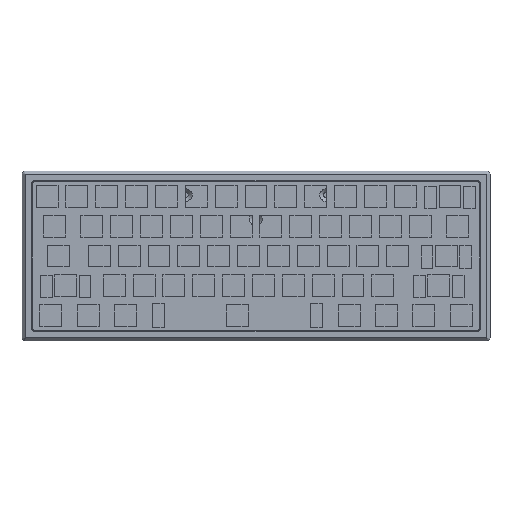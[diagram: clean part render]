
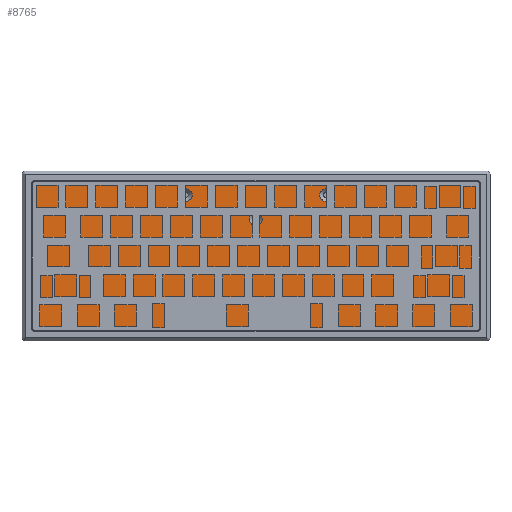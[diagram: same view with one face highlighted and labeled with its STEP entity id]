
A CAD part, top view. The second image highlights one B-rep face of the part: STEP entity #8765.
In plain terms, the highlighted planar face has unit normal (0, 0, 1).
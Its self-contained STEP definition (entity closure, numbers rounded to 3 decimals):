
#211=FACE_BOUND('',#1584,.T.);
#212=FACE_BOUND('',#1585,.T.);
#213=FACE_BOUND('',#1586,.T.);
#558=PLANE('',#9323);
#985=FACE_OUTER_BOUND('',#1583,.T.);
#1583=EDGE_LOOP('',(#8095,#8096,#8097,#8098));
#1584=EDGE_LOOP('',(#8099));
#1585=EDGE_LOOP('',(#8100));
#1586=EDGE_LOOP('',(#8101));
#2653=LINE('',#13866,#3736);
#2654=LINE('',#13868,#3737);
#2655=LINE('',#13870,#3738);
#2656=LINE('',#13871,#3739);
#3736=VECTOR('',#11397,10.);
#3737=VECTOR('',#11398,10.);
#3738=VECTOR('',#11399,10.);
#3739=VECTOR('',#11400,10.);
#3834=CIRCLE('',#9183,4.05);
#3837=CIRCLE('',#9188,4.05);
#3840=CIRCLE('',#9193,4.05);
#4539=VERTEX_POINT('',#13469);
#4542=VERTEX_POINT('',#13479);
#4545=VERTEX_POINT('',#13489);
#4662=VERTEX_POINT('',#13864);
#4663=VERTEX_POINT('',#13865);
#4664=VERTEX_POINT('',#13867);
#4665=VERTEX_POINT('',#13869);
#5652=EDGE_CURVE('',#4539,#4539,#3834,.T.);
#5657=EDGE_CURVE('',#4542,#4542,#3837,.T.);
#5662=EDGE_CURVE('',#4545,#4545,#3840,.T.);
#5831=EDGE_CURVE('',#4662,#4663,#2653,.T.);
#5832=EDGE_CURVE('',#4664,#4662,#2654,.T.);
#5833=EDGE_CURVE('',#4665,#4664,#2655,.T.);
#5834=EDGE_CURVE('',#4663,#4665,#2656,.T.);
#8095=ORIENTED_EDGE('',*,*,#5831,.F.);
#8096=ORIENTED_EDGE('',*,*,#5832,.F.);
#8097=ORIENTED_EDGE('',*,*,#5833,.F.);
#8098=ORIENTED_EDGE('',*,*,#5834,.F.);
#8099=ORIENTED_EDGE('',*,*,#5652,.T.);
#8100=ORIENTED_EDGE('',*,*,#5657,.T.);
#8101=ORIENTED_EDGE('',*,*,#5662,.T.);
#8765=ADVANCED_FACE('',(#985,#211,#212,#213),#558,.F.);
#9183=AXIS2_PLACEMENT_3D('',#13470,#11014,#11015);
#9188=AXIS2_PLACEMENT_3D('',#13480,#11026,#11027);
#9193=AXIS2_PLACEMENT_3D('',#13490,#11038,#11039);
#9323=AXIS2_PLACEMENT_3D('',#13863,#11395,#11396);
#11014=DIRECTION('center_axis',(0.,0.,-1.));
#11015=DIRECTION('ref_axis',(1.,0.,0.));
#11026=DIRECTION('center_axis',(0.,0.,-1.));
#11027=DIRECTION('ref_axis',(1.,0.,0.));
#11038=DIRECTION('center_axis',(0.,0.,-1.));
#11039=DIRECTION('ref_axis',(1.,0.,0.));
#11395=DIRECTION('center_axis',(0.,0.,-1.));
#11396=DIRECTION('ref_axis',(-1.,0.,0.));
#11397=DIRECTION('',(-1.,0.,0.));
#11398=DIRECTION('',(0.,-1.,0.));
#11399=DIRECTION('',(1.,0.,0.));
#11400=DIRECTION('',(0.,1.,0.));
#13469=CARTESIAN_POINT('',(139.716,73.726,-6.2));
#13470=CARTESIAN_POINT('Origin',(143.766,73.726,-6.2));
#13479=CARTESIAN_POINT('',(94.95,89.086,-6.2));
#13480=CARTESIAN_POINT('Origin',(99.,89.086,-6.2));
#13489=CARTESIAN_POINT('',(184.557,89.086,-6.2));
#13490=CARTESIAN_POINT('Origin',(188.607,89.086,-6.2));
#13863=CARTESIAN_POINT('Origin',(143.826,50.202,-6.2));
#13864=CARTESIAN_POINT('',(287.176,2.102,-6.2));
#13865=CARTESIAN_POINT('',(0.476,2.102,-6.2));
#13866=CARTESIAN_POINT('',(287.176,2.102,-6.2));
#13867=CARTESIAN_POINT('',(287.176,98.302,-6.2));
#13868=CARTESIAN_POINT('',(287.176,98.302,-6.2));
#13869=CARTESIAN_POINT('',(0.476,98.302,-6.2));
#13870=CARTESIAN_POINT('',(0.476,98.302,-6.2));
#13871=CARTESIAN_POINT('',(0.476,2.102,-6.2));
